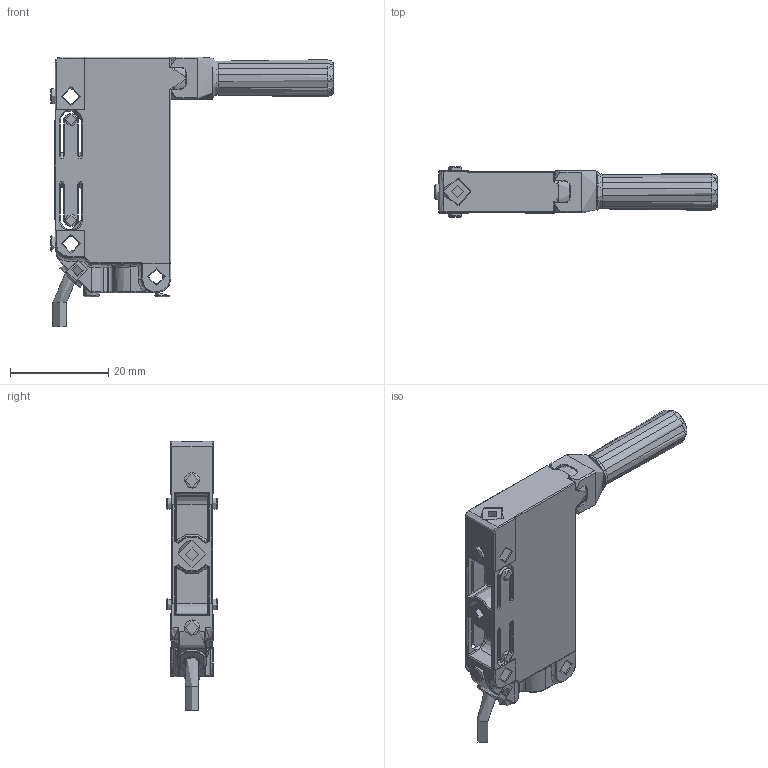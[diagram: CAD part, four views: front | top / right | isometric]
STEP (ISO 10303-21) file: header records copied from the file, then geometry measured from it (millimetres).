
FILE_DESCRIPTION( ( 'Unknown' ), '1' );
FILE_NAME( 'UxDK 09_D1.stp', 'Unknown', ( 'Unknown' ), ( 'Unknown' ), 'PSStep 19.0.9', 'Unknown', ' ' );
FILE_SCHEMA( ( 'AUTOMOTIVE_DESIGN { 1 0 10303 214 1 1 1 1 }' ) );
Length unit declared in the file: millimetre
Products named in the file (3): Assem1; UxDK 09; 11003322
Assembly tree (2 placements, depth 2):
  Assem1
    UxDK 09
    11003322
Bounding box: 57.6 x 10.2 x 54.95 mm (x, y, z)
Volume: 8400.4 mm3
Topology: 1 solids, 15 shells, 645 faces, 1686 edges, 1046 vertices
Faces by surface type: cylinder 189, plane 172, torus 114, bspline 90, cone 65, sphere 15
Full cylindrical faces by diameter (mm): 2.459 x3, 2.8 x2, 3.2 x1, 3.5 x3, 4 x1, 4.2 x1, 5.16 x1, 5.5 x3, 5.6 x3, 6.18 x1, 6.2 x1, 7.35 x1, 7.8 x1
Entity records: 37503 total; most frequent: CARTESIAN_POINT 17668, ORIENTED_EDGE 3142, DIRECTION 2935, EDGE_CURVE 1571, AXIS2_PLACEMENT_3D 1199, VERTEX_POINT 998, EDGE_LOOP 733, FACE_OUTER_BOUND 691
